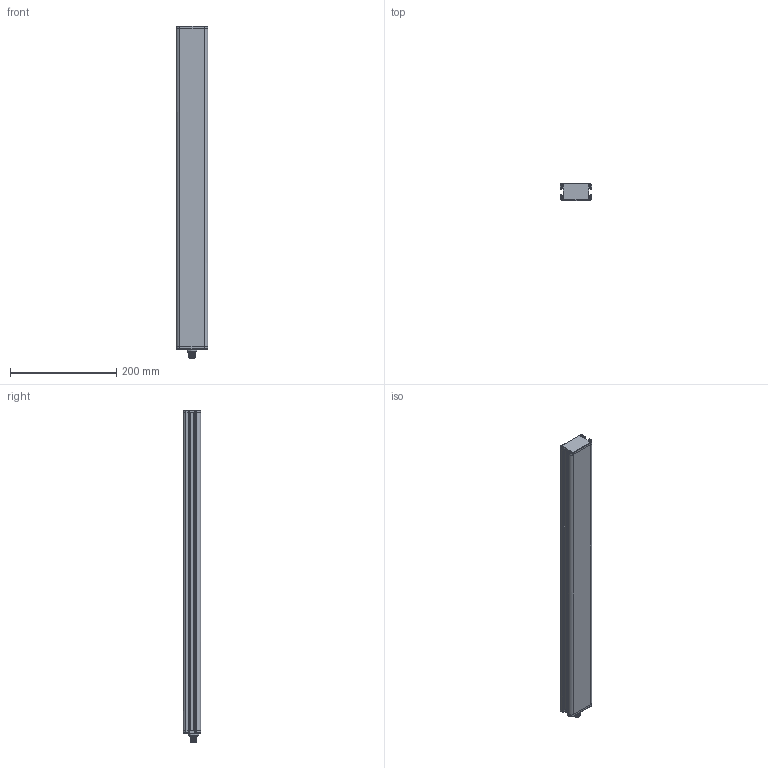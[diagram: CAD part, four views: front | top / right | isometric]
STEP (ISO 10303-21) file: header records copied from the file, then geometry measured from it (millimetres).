
FILE_DESCRIPTION((''),'2;1');
FILE_NAME('142116_SW','2009-10-22T',('banengservice'),('BANNER ENGINEERING'),'PRO/ENGINEER BY PARAMETRIC TECHNOLOGY CORPORATION, 2009141','PRO/ENGINEER BY PARAMETRIC TECHNOLOGY CORPORATION, 2009141','');
FILE_SCHEMA(('CONFIG_CONTROL_DESIGN'));
Length unit declared in the file: inch
Products named in the file (1): 142116_SW
Bounding box: 59.4 x 32.6 x 623.66 mm (x, y, z)
Volume: 397665.6 mm3; surface area: 255909.5 mm2
Topology: 1 solids, 1 shells, 541 faces, 1437 edges, 914 vertices
Faces by surface type: plane 266, cylinder 213, bspline 32, cone 12, torus 10, sphere 8
Entity records: 25680 total; most frequent: CARTESIAN_POINT 12211, ORIENTED_EDGE 2874, DIRECTION 2749, EDGE_CURVE 1437, AXIS2_PLACEMENT_3D 989, VERTEX_POINT 914, VECTOR 771, LINE 771
